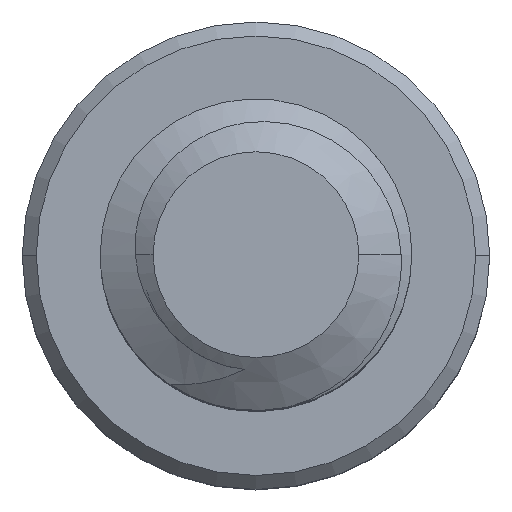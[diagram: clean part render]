
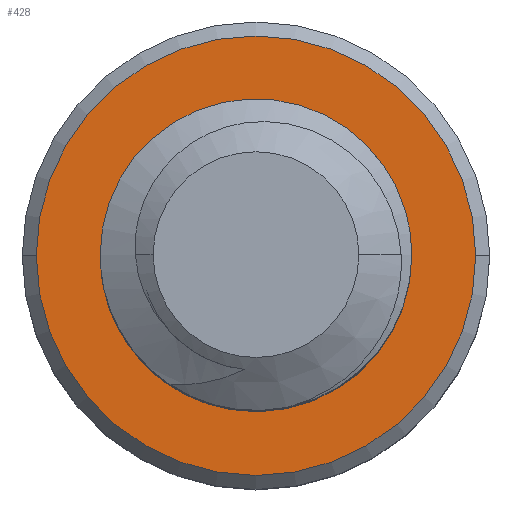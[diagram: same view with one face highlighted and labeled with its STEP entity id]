
A CAD part, top view. The second image highlights one B-rep face of the part: STEP entity #428.
In plain terms, the highlighted planar face has unit normal (0, 0, 1).
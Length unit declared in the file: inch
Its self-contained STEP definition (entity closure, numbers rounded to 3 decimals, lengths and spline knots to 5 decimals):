
#66 = DIRECTION ( 'NONE',  ( 0., 0., 1. ) ) ;
#153 = FACE_BOUND ( 'NONE', #1073, .T. ) ;
#170 = AXIS2_PLACEMENT_3D ( 'NONE', #1917, #1683, #2191 ) ;
#264 = DIRECTION ( 'NONE',  ( -1., 0., 0. ) ) ;
#428 = ADVANCED_FACE ( 'NONE', ( #1756, #153 ), #3222, .F. ) ;
#455 = DIRECTION ( 'NONE',  ( 0., 0., 1. ) ) ;
#744 = DIRECTION ( 'NONE',  ( -1., 0., 0. ) ) ;
#761 = CIRCLE ( 'NONE', #2452, 0.125 ) ;
#777 = EDGE_CURVE ( 'NONE', #916, #3261, #1672, .T. ) ;
#814 = CARTESIAN_POINT ( 'NONE',  ( 0., 0., -0.5 ) ) ;
#822 = ORIENTED_EDGE ( 'NONE', *, *, #1165, .F. ) ;
#916 = VERTEX_POINT ( 'NONE', #2705 ) ;
#1035 = CIRCLE ( 'NONE', #2375, 0.17625 ) ;
#1073 = EDGE_LOOP ( 'NONE', ( #822, #3313 ) ) ;
#1133 = CARTESIAN_POINT ( 'NONE',  ( 0., 0., -0.5 ) ) ;
#1165 = EDGE_CURVE ( 'NONE', #2109, #2314, #3296, .T. ) ;
#1626 = AXIS2_PLACEMENT_3D ( 'NONE', #1749, #2547, #3275 ) ;
#1672 = CIRCLE ( 'NONE', #1923, 0.17625 ) ;
#1683 = DIRECTION ( 'NONE',  ( 0., 0., -1. ) ) ;
#1749 = CARTESIAN_POINT ( 'NONE',  ( 0., 0., -0.5 ) ) ;
#1756 = FACE_OUTER_BOUND ( 'NONE', #2390, .T. ) ;
#1783 = CARTESIAN_POINT ( 'NONE',  ( 0., 0., -0.5 ) ) ;
#1787 = EDGE_CURVE ( 'NONE', #2314, #2109, #761, .T. ) ;
#1917 = CARTESIAN_POINT ( 'NONE',  ( 0., 0., -0.5 ) ) ;
#1923 = AXIS2_PLACEMENT_3D ( 'NONE', #814, #2379, #264 ) ;
#1925 = DIRECTION ( 'NONE',  ( 1., 0., 0. ) ) ;
#2099 = CARTESIAN_POINT ( 'NONE',  ( 0.17625, 0., -0.5 ) ) ;
#2109 = VERTEX_POINT ( 'NONE', #2571 ) ;
#2191 = DIRECTION ( 'NONE',  ( -1., 0., 0. ) ) ;
#2314 = VERTEX_POINT ( 'NONE', #2904 ) ;
#2375 = AXIS2_PLACEMENT_3D ( 'NONE', #1783, #455, #744 ) ;
#2379 = DIRECTION ( 'NONE',  ( 0., 0., 1. ) ) ;
#2390 = EDGE_LOOP ( 'NONE', ( #3364, #3172 ) ) ;
#2452 = AXIS2_PLACEMENT_3D ( 'NONE', #1133, #66, #1925 ) ;
#2547 = DIRECTION ( 'NONE',  ( 0., 0., 1. ) ) ;
#2571 = CARTESIAN_POINT ( 'NONE',  ( 0.125, 0., -0.5 ) ) ;
#2702 = EDGE_CURVE ( 'NONE', #3261, #916, #1035, .T. ) ;
#2705 = CARTESIAN_POINT ( 'NONE',  ( -0.17625, 0., -0.5 ) ) ;
#2904 = CARTESIAN_POINT ( 'NONE',  ( -0.125, 0., -0.5 ) ) ;
#3172 = ORIENTED_EDGE ( 'NONE', *, *, #2702, .T. ) ;
#3222 = PLANE ( 'NONE',  #170 ) ;
#3261 = VERTEX_POINT ( 'NONE', #2099 ) ;
#3275 = DIRECTION ( 'NONE',  ( 1., 0., 0. ) ) ;
#3296 = CIRCLE ( 'NONE', #1626, 0.125 ) ;
#3313 = ORIENTED_EDGE ( 'NONE', *, *, #1787, .F. ) ;
#3364 = ORIENTED_EDGE ( 'NONE', *, *, #777, .T. ) ;
